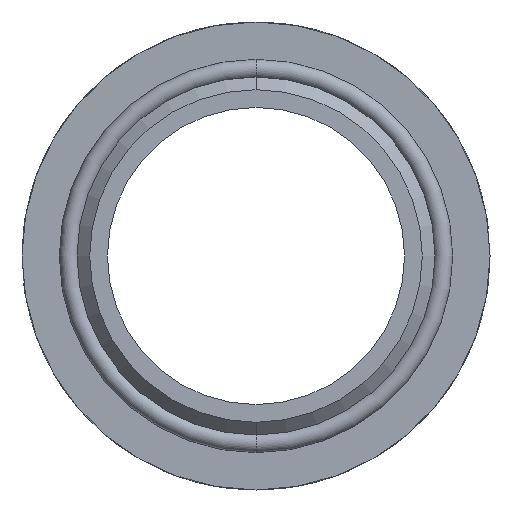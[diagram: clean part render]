
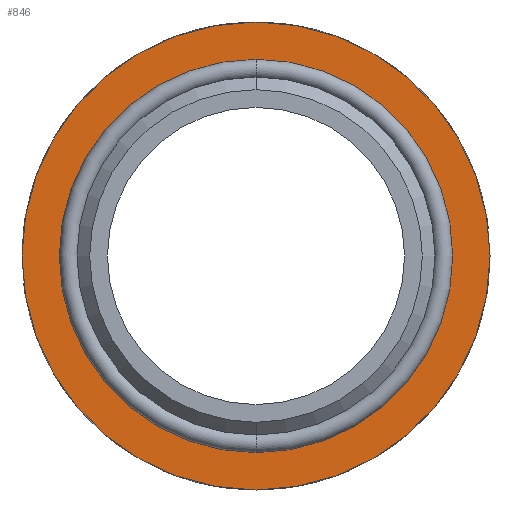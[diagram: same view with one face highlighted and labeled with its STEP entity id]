
A CAD part, front view. The second image highlights one B-rep face of the part: STEP entity #846.
In plain terms, the highlighted planar face has unit normal (0, -1, 0).
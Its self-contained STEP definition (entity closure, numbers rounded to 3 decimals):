
#108 = VERTEX_POINT ( 'NONE', #314 ) ;
#109 = VERTEX_POINT ( 'NONE', #313 ) ;
#313 = CARTESIAN_POINT ( 'NONE',  ( 0., -7.852, 18.5 ) ) ;
#314 = CARTESIAN_POINT ( 'NONE',  ( 0., -7.852, -18.5 ) ) ;
#331 = EDGE_LOOP ( 'NONE', ( #974, #972 ) ) ;
#332 = EDGE_LOOP ( 'NONE', ( #975, #971 ) ) ;
#487 = AXIS2_PLACEMENT_3D ( 'NONE', #1189, #1196, #1197 ) ;
#496 = AXIS2_PLACEMENT_3D ( 'NONE', #1710, #1711, #1712 ) ;
#498 = AXIS2_PLACEMENT_3D ( 'NONE', #1698, #1708, #1709 ) ;
#544 = AXIS2_PLACEMENT_3D ( 'NONE', #1602, #1603, #1604 ) ;
#546 = FACE_OUTER_BOUND ( 'NONE', #332, .T. ) ;
#553 = FACE_BOUND ( 'NONE', #331, .T. ) ;
#583 = CIRCLE ( 'NONE', #487, 18.5 ) ;
#593 = CIRCLE ( 'NONE', #2092, 15.174 ) ;
#759 = CIRCLE ( 'NONE', #498, 15.174 ) ;
#760 = CIRCLE ( 'NONE', #496, 18.5 ) ;
#846 = ADVANCED_FACE ( 'NONE', ( #553, #546 ), #1601, .F. ) ;
#881 = EDGE_CURVE ( 'NONE', #1096, #1100, #759, .T. ) ;
#882 = EDGE_CURVE ( 'NONE', #108, #109, #760, .T. ) ;
#905 = EDGE_CURVE ( 'NONE', #109, #108, #583, .T. ) ;
#923 = EDGE_CURVE ( 'NONE', #1100, #1096, #593, .T. ) ;
#971 = ORIENTED_EDGE ( 'NONE', *, *, #882, .F. ) ;
#972 = ORIENTED_EDGE ( 'NONE', *, *, #923, .T. ) ;
#974 = ORIENTED_EDGE ( 'NONE', *, *, #881, .T. ) ;
#975 = ORIENTED_EDGE ( 'NONE', *, *, #905, .F. ) ;
#1096 = VERTEX_POINT ( 'NONE', #1290 ) ;
#1100 = VERTEX_POINT ( 'NONE', #1294 ) ;
#1189 = CARTESIAN_POINT ( 'NONE',  ( 0., -7.852, 0. ) ) ;
#1196 = DIRECTION ( 'NONE',  ( 0., 1., 0. ) ) ;
#1197 = DIRECTION ( 'NONE',  ( 0., 0., 1. ) ) ;
#1246 = CARTESIAN_POINT ( 'NONE',  ( 0., -7.852, 0. ) ) ;
#1250 = DIRECTION ( 'NONE',  ( 0., 1., 0. ) ) ;
#1251 = DIRECTION ( 'NONE',  ( 0., 0., 1. ) ) ;
#1290 = CARTESIAN_POINT ( 'NONE',  ( 0., -7.852, -15.174 ) ) ;
#1294 = CARTESIAN_POINT ( 'NONE',  ( 0., -7.852, 15.174 ) ) ;
#1601 = PLANE ( 'NONE',  #544 ) ;
#1602 = CARTESIAN_POINT ( 'NONE',  ( 18.5, -7.852, 0. ) ) ;
#1603 = DIRECTION ( 'NONE',  ( 0., 1., 0. ) ) ;
#1604 = DIRECTION ( 'NONE',  ( 0., 0., 1. ) ) ;
#1698 = CARTESIAN_POINT ( 'NONE',  ( 0., -7.852, 0. ) ) ;
#1708 = DIRECTION ( 'NONE',  ( 0., 1., 0. ) ) ;
#1709 = DIRECTION ( 'NONE',  ( 0., 0., 1. ) ) ;
#1710 = CARTESIAN_POINT ( 'NONE',  ( 0., -7.852, 0. ) ) ;
#1711 = DIRECTION ( 'NONE',  ( 0., 1., 0. ) ) ;
#1712 = DIRECTION ( 'NONE',  ( 0., 0., 1. ) ) ;
#2092 = AXIS2_PLACEMENT_3D ( 'NONE', #1246, #1250, #1251 ) ;
